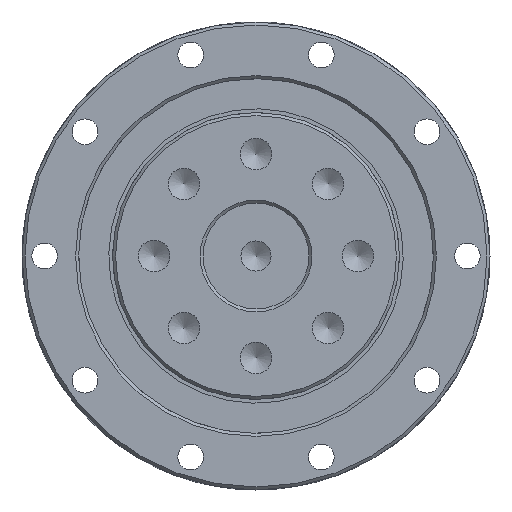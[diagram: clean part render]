
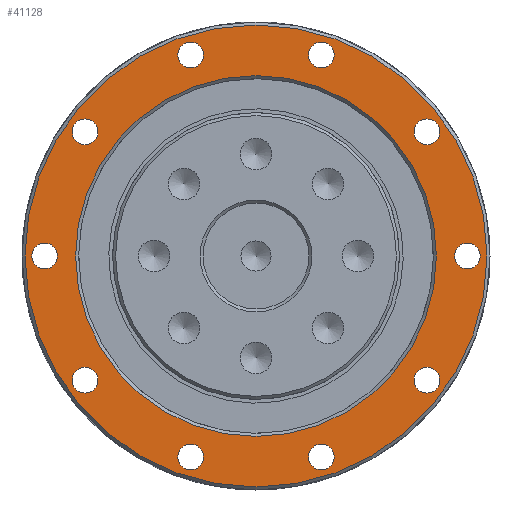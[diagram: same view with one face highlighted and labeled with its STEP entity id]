
A CAD part, left-side view. The second image highlights one B-rep face of the part: STEP entity #41128.
In plain terms, the highlighted planar face has unit normal (-1, 0, 0).
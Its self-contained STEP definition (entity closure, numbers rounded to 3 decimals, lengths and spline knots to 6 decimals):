
#5686=CIRCLE('',#45281,0.0306);
#5687=CIRCLE('',#45282,0.0239);
#5688=CIRCLE('',#45283,0.0017);
#5689=CIRCLE('',#45284,0.0017);
#5690=CIRCLE('',#45285,0.0017);
#5691=CIRCLE('',#45286,0.0017);
#5692=CIRCLE('',#45287,0.0017);
#5693=CIRCLE('',#45288,0.0017);
#5694=CIRCLE('',#45289,0.0017);
#5695=CIRCLE('',#45290,0.0017);
#5696=CIRCLE('',#45291,0.0017);
#5697=CIRCLE('',#45292,0.0017);
#18044=ORIENTED_EDGE('',*,*,#24476,.T.);
#18045=ORIENTED_EDGE('',*,*,#24477,.F.);
#18046=ORIENTED_EDGE('',*,*,#24478,.T.);
#18047=ORIENTED_EDGE('',*,*,#24479,.T.);
#18048=ORIENTED_EDGE('',*,*,#24480,.T.);
#18049=ORIENTED_EDGE('',*,*,#24481,.T.);
#18050=ORIENTED_EDGE('',*,*,#24482,.T.);
#18051=ORIENTED_EDGE('',*,*,#24483,.T.);
#18052=ORIENTED_EDGE('',*,*,#24484,.T.);
#18053=ORIENTED_EDGE('',*,*,#24485,.T.);
#18054=ORIENTED_EDGE('',*,*,#24486,.T.);
#18055=ORIENTED_EDGE('',*,*,#24487,.T.);
#24476=EDGE_CURVE('',#28792,#28792,#5686,.T.);
#24477=EDGE_CURVE('',#28793,#28793,#5687,.T.);
#24478=EDGE_CURVE('',#28794,#28794,#5688,.T.);
#24479=EDGE_CURVE('',#28795,#28795,#5689,.T.);
#24480=EDGE_CURVE('',#28796,#28796,#5690,.T.);
#24481=EDGE_CURVE('',#28797,#28797,#5691,.T.);
#24482=EDGE_CURVE('',#28798,#28798,#5692,.T.);
#24483=EDGE_CURVE('',#28799,#28799,#5693,.T.);
#24484=EDGE_CURVE('',#28800,#28800,#5694,.T.);
#24485=EDGE_CURVE('',#28801,#28801,#5695,.T.);
#24486=EDGE_CURVE('',#28802,#28802,#5696,.T.);
#24487=EDGE_CURVE('',#28803,#28803,#5697,.T.);
#28792=VERTEX_POINT('',#77114);
#28793=VERTEX_POINT('',#77116);
#28794=VERTEX_POINT('',#77118);
#28795=VERTEX_POINT('',#77120);
#28796=VERTEX_POINT('',#77122);
#28797=VERTEX_POINT('',#77124);
#28798=VERTEX_POINT('',#77126);
#28799=VERTEX_POINT('',#77128);
#28800=VERTEX_POINT('',#77130);
#28801=VERTEX_POINT('',#77132);
#28802=VERTEX_POINT('',#77134);
#28803=VERTEX_POINT('',#77136);
#35837=EDGE_LOOP('',(#18044));
#35838=EDGE_LOOP('',(#18045));
#35839=EDGE_LOOP('',(#18046));
#35840=EDGE_LOOP('',(#18047));
#35841=EDGE_LOOP('',(#18048));
#35842=EDGE_LOOP('',(#18049));
#35843=EDGE_LOOP('',(#18050));
#35844=EDGE_LOOP('',(#18051));
#35845=EDGE_LOOP('',(#18052));
#35846=EDGE_LOOP('',(#18053));
#35847=EDGE_LOOP('',(#18054));
#35848=EDGE_LOOP('',(#18055));
#38314=FACE_BOUND('',#35837,.T.);
#38315=FACE_BOUND('',#35838,.T.);
#38316=FACE_BOUND('',#35839,.T.);
#38317=FACE_BOUND('',#35840,.T.);
#38318=FACE_BOUND('',#35841,.T.);
#38319=FACE_BOUND('',#35842,.T.);
#38320=FACE_BOUND('',#35843,.T.);
#38321=FACE_BOUND('',#35844,.T.);
#38322=FACE_BOUND('',#35845,.T.);
#38323=FACE_BOUND('',#35846,.T.);
#38324=FACE_BOUND('',#35847,.T.);
#38325=FACE_BOUND('',#35848,.T.);
#39036=PLANE('',#45280);
#41128=ADVANCED_FACE('',(#38314,#38315,#38316,#38317,#38318,#38319,#38320,
#38321,#38322,#38323,#38324,#38325),#39036,.F.);
#45280=AXIS2_PLACEMENT_3D('',#77112,#55515,#55516);
#45281=AXIS2_PLACEMENT_3D('',#77113,#55517,#55518);
#45282=AXIS2_PLACEMENT_3D('',#77115,#55519,#55520);
#45283=AXIS2_PLACEMENT_3D('',#77117,#55521,#55522);
#45284=AXIS2_PLACEMENT_3D('',#77119,#55523,#55524);
#45285=AXIS2_PLACEMENT_3D('',#77121,#55525,#55526);
#45286=AXIS2_PLACEMENT_3D('',#77123,#55527,#55528);
#45287=AXIS2_PLACEMENT_3D('',#77125,#55529,#55530);
#45288=AXIS2_PLACEMENT_3D('',#77127,#55531,#55532);
#45289=AXIS2_PLACEMENT_3D('',#77129,#55533,#55534);
#45290=AXIS2_PLACEMENT_3D('',#77131,#55535,#55536);
#45291=AXIS2_PLACEMENT_3D('',#77133,#55537,#55538);
#45292=AXIS2_PLACEMENT_3D('',#77135,#55539,#55540);
#55515=DIRECTION('',(1.,0.,0.));
#55516=DIRECTION('',(0.,0.,-1.));
#55517=DIRECTION('',(-1.,0.,0.));
#55518=DIRECTION('',(0.,0.,1.));
#55519=DIRECTION('',(-1.,0.,0.));
#55520=DIRECTION('',(0.,0.,1.));
#55521=DIRECTION('',(1.,0.,0.));
#55522=DIRECTION('',(0.,0.,-1.));
#55523=DIRECTION('',(1.,0.,0.));
#55524=DIRECTION('',(0.,0.,-1.));
#55525=DIRECTION('',(1.,0.,0.));
#55526=DIRECTION('',(0.,0.,-1.));
#55527=DIRECTION('',(1.,0.,0.));
#55528=DIRECTION('',(0.,0.,-1.));
#55529=DIRECTION('',(1.,0.,0.));
#55530=DIRECTION('',(0.,0.,-1.));
#55531=DIRECTION('',(1.,0.,0.));
#55532=DIRECTION('',(0.,0.,-1.));
#55533=DIRECTION('',(1.,0.,0.));
#55534=DIRECTION('',(0.,0.,-1.));
#55535=DIRECTION('',(1.,0.,0.));
#55536=DIRECTION('',(0.,0.,-1.));
#55537=DIRECTION('',(1.,0.,0.));
#55538=DIRECTION('',(0.,0.,-1.));
#55539=DIRECTION('',(1.,0.,0.));
#55540=DIRECTION('',(0.,0.,-1.));
#77112=CARTESIAN_POINT('',(-0.0094,0.0306,0.));
#77113=CARTESIAN_POINT('',(-0.0094,0.,0.));
#77114=CARTESIAN_POINT('',(-0.0094,0.,0.0306));
#77115=CARTESIAN_POINT('',(-0.0094,0.,0.));
#77116=CARTESIAN_POINT('',(-0.0094,0.,0.0239));
#77117=CARTESIAN_POINT('',(-0.0094,0.028,0.));
#77118=CARTESIAN_POINT('',(-0.0094,0.028,-0.0017));
#77119=CARTESIAN_POINT('',(-0.0094,0.022652,-0.016458));
#77120=CARTESIAN_POINT('',(-0.0094,0.022652,-0.018158));
#77121=CARTESIAN_POINT('',(-0.0094,0.008652,-0.02663));
#77122=CARTESIAN_POINT('',(-0.0094,0.008652,-0.02833));
#77123=CARTESIAN_POINT('',(-0.0094,-0.008652,-0.02663));
#77124=CARTESIAN_POINT('',(-0.0094,-0.008652,-0.02833));
#77125=CARTESIAN_POINT('',(-0.0094,-0.022652,-0.016458));
#77126=CARTESIAN_POINT('',(-0.0094,-0.022652,-0.018158));
#77127=CARTESIAN_POINT('',(-0.0094,-0.028,0.));
#77128=CARTESIAN_POINT('',(-0.0094,-0.028,-0.0017));
#77129=CARTESIAN_POINT('',(-0.0094,-0.022652,0.016458));
#77130=CARTESIAN_POINT('',(-0.0094,-0.022652,0.014758));
#77131=CARTESIAN_POINT('',(-0.0094,-0.008652,0.02663));
#77132=CARTESIAN_POINT('',(-0.0094,-0.008652,0.02493));
#77133=CARTESIAN_POINT('',(-0.0094,0.008652,0.02663));
#77134=CARTESIAN_POINT('',(-0.0094,0.008652,0.02493));
#77135=CARTESIAN_POINT('',(-0.0094,0.022652,0.016458));
#77136=CARTESIAN_POINT('',(-0.0094,0.022652,0.014758));
